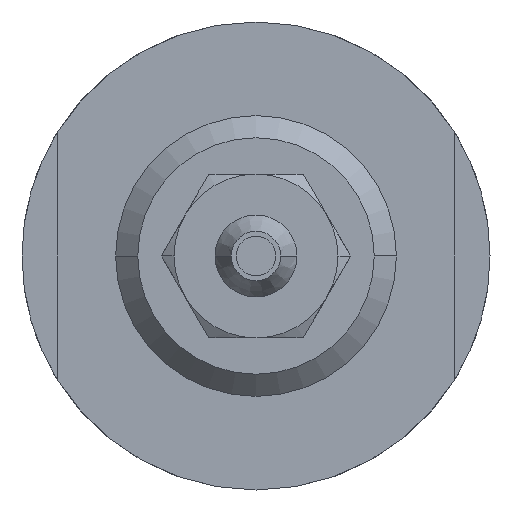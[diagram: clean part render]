
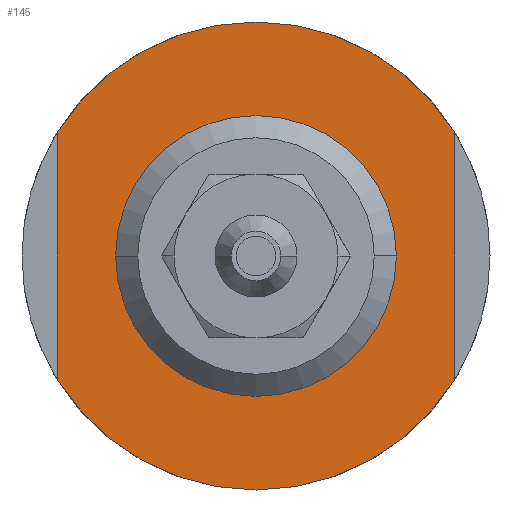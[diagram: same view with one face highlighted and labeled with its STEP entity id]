
A CAD part, front view. The second image highlights one B-rep face of the part: STEP entity #145.
In plain terms, the highlighted planar face has unit normal (0, -1, 0).
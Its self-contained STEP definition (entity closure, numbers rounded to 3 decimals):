
#145=ADVANCED_FACE('',(#332,#333),#334,.T.);
#332=FACE_BOUND('',#569,.T.);
#333=FACE_OUTER_BOUND('',#570,.T.);
#334=PLANE('',#571);
#569=EDGE_LOOP('',(#910,#911));
#570=EDGE_LOOP('',(#912,#913,#914,#915));
#571=AXIS2_PLACEMENT_3D('',#916,#917,#918);
#910=ORIENTED_EDGE('',*,*,#1353,.T.);
#911=ORIENTED_EDGE('',*,*,#1288,.T.);
#912=ORIENTED_EDGE('',*,*,#1331,.T.);
#913=ORIENTED_EDGE('',*,*,#1338,.F.);
#914=ORIENTED_EDGE('',*,*,#1342,.T.);
#915=ORIENTED_EDGE('',*,*,#1306,.F.);
#916=CARTESIAN_POINT('',(-5.0,0.0,0.0));
#917=DIRECTION('',(0.,-1.0,0.0));
#918=DIRECTION('',(1.0,0.,0.0));
#1288=EDGE_CURVE('',#1503,#1507,#1509,.T.);
#1306=EDGE_CURVE('',#1536,#1538,#1539,.T.);
#1331=EDGE_CURVE('',#1536,#1576,#1578,.T.);
#1338=EDGE_CURVE('',#1585,#1576,#1587,.T.);
#1342=EDGE_CURVE('',#1585,#1538,#1591,.T.);
#1353=EDGE_CURVE('',#1507,#1503,#1602,.T.);
#1503=VERTEX_POINT('',#1810);
#1507=VERTEX_POINT('',#1815);
#1509=CIRCLE('',#1818,5.053);
#1536=VERTEX_POINT('',#1852);
#1538=VERTEX_POINT('',#1855);
#1539=CIRCLE('',#1856,10.0);
#1576=VERTEX_POINT('',#1898);
#1578=LINE('',#1901,#1902);
#1585=VERTEX_POINT('',#1909);
#1587=CIRCLE('',#1912,10.0);
#1591=LINE('',#1917,#1918);
#1602=CIRCLE('',#1929,5.053);
#1810=CARTESIAN_POINT('',(5.053,0.,0.));
#1815=CARTESIAN_POINT('',(-5.053,0.0,0.));
#1818=AXIS2_PLACEMENT_3D('',#2296,#2297,#2298);
#1852=CARTESIAN_POINT('',(-8.5,0.0,5.268));
#1855=CARTESIAN_POINT('',(8.5,0.0,5.268));
#1856=AXIS2_PLACEMENT_3D('',#2322,#2323,#2324);
#1898=CARTESIAN_POINT('',(-8.5,0.0,-5.268));
#1901=CARTESIAN_POINT('',(-8.5,0.,0.));
#1902=VECTOR('',#2364,1.0);
#1909=CARTESIAN_POINT('',(8.5,0.0,-5.268));
#1912=AXIS2_PLACEMENT_3D('',#2375,#2376,#2377);
#1917=CARTESIAN_POINT('',(8.5,0.,0.0));
#1918=VECTOR('',#2379,1.0);
#1929=AXIS2_PLACEMENT_3D('',#2395,#2396,#2397);
#2296=CARTESIAN_POINT('',(0.0,0.0,0.0));
#2297=DIRECTION('',(0.,1.0,0.0));
#2298=DIRECTION('',(1.0,0.,0.0));
#2322=CARTESIAN_POINT('',(0.,0.0,0.0));
#2323=DIRECTION('',(0.,1.0,0.0));
#2324=DIRECTION('',(-1.0,0.,0.0));
#2364=DIRECTION('',(0.,0.,-1.0));
#2375=CARTESIAN_POINT('',(0.,0.0,0.0));
#2376=DIRECTION('',(0.,1.0,0.0));
#2377=DIRECTION('',(-1.0,0.,0.0));
#2379=DIRECTION('',(-0.0,0.0,1.0));
#2395=CARTESIAN_POINT('',(0.0,0.0,0.0));
#2396=DIRECTION('',(0.,1.0,0.0));
#2397=DIRECTION('',(1.0,0.,0.0));
